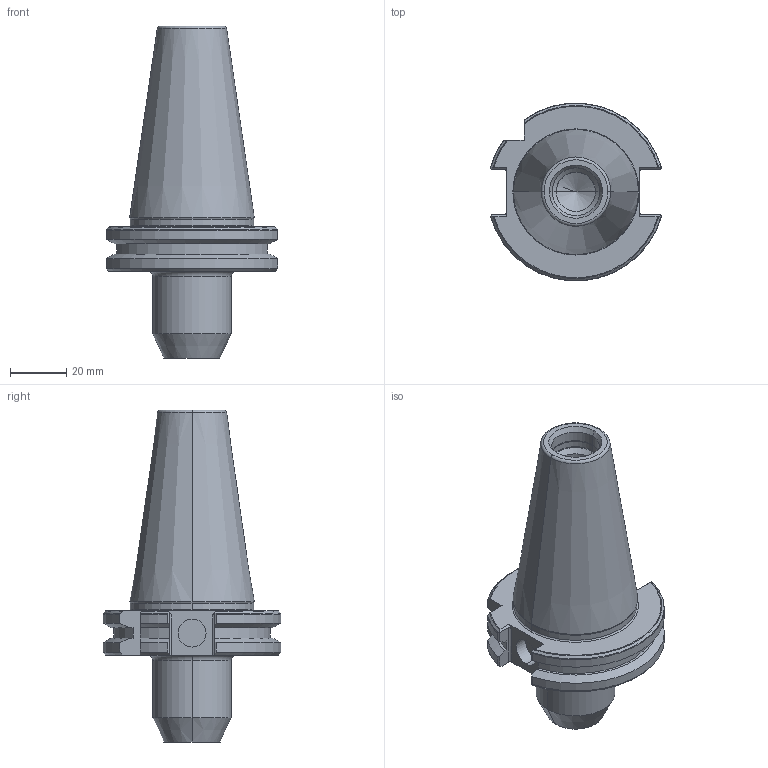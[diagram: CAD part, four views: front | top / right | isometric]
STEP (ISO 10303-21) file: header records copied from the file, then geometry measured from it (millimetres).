
FILE_DESCRIPTION (( 'STEP AP203' ), '1' );
FILE_NAME ('SK40 WN08 050.STEP', '2018-07-10T10:15:01', ( '' ), ( '' ), 'SwSTEP 2.0', 'SolidWorks 2014', '' );
FILE_SCHEMA (( 'CONFIG_CONTROL_DESIGN' ));
Length unit declared in the file: millimetre
Products named in the file (1): SK40 WN08 050
Bounding box: 61.09 x 63.3 x 118.4 mm (x, y, z)
Volume: 121511.7 mm3; surface area: 21832.6 mm2
Topology: 1 solids, 1 shells, 107 faces, 275 edges, 173 vertices
Faces by surface type: plane 32, cone 28, cylinder 27, torus 20
Entity records: 3412 total; most frequent: CARTESIAN_POINT 798, ORIENTED_EDGE 546, DIRECTION 521, EDGE_CURVE 273, AXIS2_PLACEMENT_3D 208, VERTEX_POINT 173, EDGE_LOOP 112, FACE_OUTER_BOUND 107
